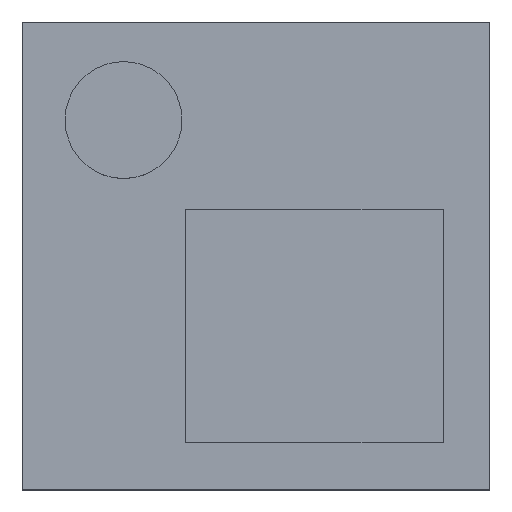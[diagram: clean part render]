
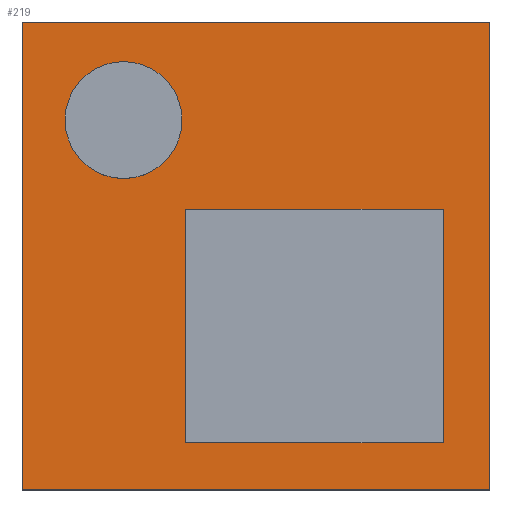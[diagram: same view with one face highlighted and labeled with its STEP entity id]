
A CAD part, top view. The second image highlights one B-rep face of the part: STEP entity #219.
In plain terms, the highlighted planar face has unit normal (0, 0, 1).
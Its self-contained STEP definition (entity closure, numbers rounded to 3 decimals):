
#26=FACE_OUTER_BOUND('',#41,.T.);
#41=EDGE_LOOP('',(#163,#164,#165,#166));
#54=LINE('',#332,#79);
#57=LINE('',#338,#82);
#60=LINE('',#344,#85);
#63=LINE('',#348,#88);
#79=VECTOR('',#269,10.);
#82=VECTOR('',#274,10.);
#85=VECTOR('',#279,10.);
#88=VECTOR('',#284,10.);
#104=VERTEX_POINT('',#329);
#105=VERTEX_POINT('',#331);
#107=VERTEX_POINT('',#337);
#109=VERTEX_POINT('',#343);
#122=EDGE_CURVE('',#105,#104,#54,.T.);
#125=EDGE_CURVE('',#107,#105,#57,.T.);
#128=EDGE_CURVE('',#109,#107,#60,.T.);
#131=EDGE_CURVE('',#104,#109,#63,.T.);
#163=ORIENTED_EDGE('',*,*,#131,.T.);
#164=ORIENTED_EDGE('',*,*,#128,.T.);
#165=ORIENTED_EDGE('',*,*,#125,.T.);
#166=ORIENTED_EDGE('',*,*,#122,.T.);
#205=PLANE('',#250);
#219=ADVANCED_FACE('',(#26),#205,.T.);
#250=AXIS2_PLACEMENT_3D('',#349,#285,#286);
#269=DIRECTION('',(1.,0.,0.));
#274=DIRECTION('',(0.,-1.,0.));
#279=DIRECTION('',(-1.,0.,0.));
#284=DIRECTION('',(0.,1.,0.));
#285=DIRECTION('center_axis',(0.,0.,1.));
#286=DIRECTION('ref_axis',(1.,0.,0.));
#329=CARTESIAN_POINT('',(1.,-1.,0.8));
#331=CARTESIAN_POINT('',(-1.,-1.,0.8));
#332=CARTESIAN_POINT('',(-1.,-1.,0.8));
#337=CARTESIAN_POINT('',(-1.,1.,0.8));
#338=CARTESIAN_POINT('',(-1.,1.,0.8));
#343=CARTESIAN_POINT('',(1.,1.,0.8));
#344=CARTESIAN_POINT('',(1.,1.,0.8));
#348=CARTESIAN_POINT('',(1.,-1.,0.8));
#349=CARTESIAN_POINT('Origin',(0.,0.,0.8));
